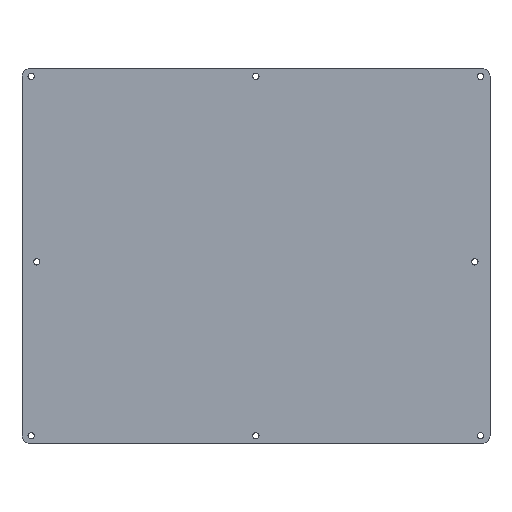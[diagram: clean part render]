
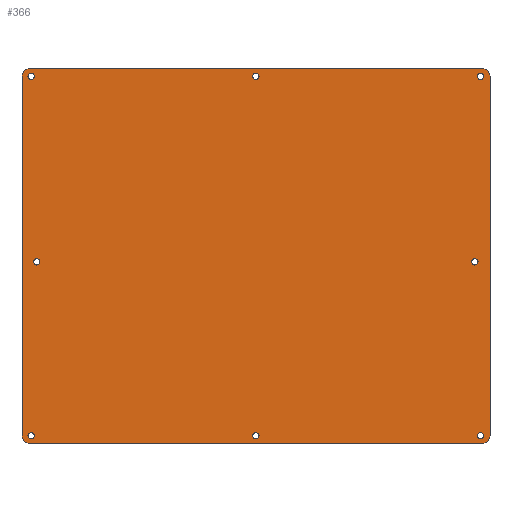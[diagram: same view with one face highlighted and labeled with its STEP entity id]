
A CAD part, top view. The second image highlights one B-rep face of the part: STEP entity #366.
In plain terms, the highlighted planar face has unit normal (0, 0, 1).
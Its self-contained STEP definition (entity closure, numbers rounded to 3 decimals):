
#23=FACE_BOUND('',#81,.T.);
#24=FACE_BOUND('',#82,.T.);
#25=FACE_BOUND('',#83,.T.);
#26=FACE_BOUND('',#84,.T.);
#27=FACE_BOUND('',#85,.T.);
#28=FACE_BOUND('',#86,.T.);
#29=FACE_BOUND('',#87,.T.);
#30=FACE_BOUND('',#88,.T.);
#36=PLANE('',#422);
#54=FACE_OUTER_BOUND('',#80,.T.);
#80=EDGE_LOOP('',(#321,#322,#323,#324,#325,#326,#327,#328));
#81=EDGE_LOOP('',(#329));
#82=EDGE_LOOP('',(#330));
#83=EDGE_LOOP('',(#331));
#84=EDGE_LOOP('',(#332));
#85=EDGE_LOOP('',(#333));
#86=EDGE_LOOP('',(#334));
#87=EDGE_LOOP('',(#335));
#88=EDGE_LOOP('',(#336));
#99=LINE('',#593,#123);
#103=LINE('',#605,#127);
#107=LINE('',#617,#131);
#111=LINE('',#628,#135);
#123=VECTOR('',#491,10.);
#127=VECTOR('',#503,10.);
#131=VECTOR('',#515,10.);
#135=VECTOR('',#527,10.);
#138=CIRCLE('',#383,1.7);
#140=CIRCLE('',#386,1.7);
#142=CIRCLE('',#389,1.7);
#144=CIRCLE('',#392,1.7);
#146=CIRCLE('',#395,1.7);
#148=CIRCLE('',#398,1.7);
#150=CIRCLE('',#401,1.7);
#152=CIRCLE('',#404,1.7);
#153=CIRCLE('',#406,3.987);
#155=CIRCLE('',#410,3.987);
#157=CIRCLE('',#414,3.987);
#159=CIRCLE('',#418,3.987);
#162=VERTEX_POINT('',#537);
#164=VERTEX_POINT('',#543);
#166=VERTEX_POINT('',#549);
#168=VERTEX_POINT('',#555);
#170=VERTEX_POINT('',#561);
#172=VERTEX_POINT('',#567);
#174=VERTEX_POINT('',#573);
#176=VERTEX_POINT('',#579);
#177=VERTEX_POINT('',#583);
#178=VERTEX_POINT('',#584);
#181=VERTEX_POINT('',#592);
#183=VERTEX_POINT('',#598);
#185=VERTEX_POINT('',#604);
#187=VERTEX_POINT('',#610);
#189=VERTEX_POINT('',#616);
#191=VERTEX_POINT('',#622);
#195=EDGE_CURVE('',#162,#162,#138,.T.);
#198=EDGE_CURVE('',#164,#164,#140,.T.);
#201=EDGE_CURVE('',#166,#166,#142,.T.);
#204=EDGE_CURVE('',#168,#168,#144,.T.);
#207=EDGE_CURVE('',#170,#170,#146,.T.);
#210=EDGE_CURVE('',#172,#172,#148,.T.);
#213=EDGE_CURVE('',#174,#174,#150,.T.);
#216=EDGE_CURVE('',#176,#176,#152,.T.);
#217=EDGE_CURVE('',#177,#178,#153,.T.);
#221=EDGE_CURVE('',#178,#181,#99,.T.);
#224=EDGE_CURVE('',#181,#183,#155,.T.);
#227=EDGE_CURVE('',#183,#185,#103,.T.);
#230=EDGE_CURVE('',#185,#187,#157,.T.);
#233=EDGE_CURVE('',#187,#189,#107,.T.);
#236=EDGE_CURVE('',#189,#191,#159,.T.);
#239=EDGE_CURVE('',#191,#177,#111,.T.);
#321=ORIENTED_EDGE('',*,*,#239,.T.);
#322=ORIENTED_EDGE('',*,*,#217,.T.);
#323=ORIENTED_EDGE('',*,*,#221,.T.);
#324=ORIENTED_EDGE('',*,*,#224,.T.);
#325=ORIENTED_EDGE('',*,*,#227,.T.);
#326=ORIENTED_EDGE('',*,*,#230,.T.);
#327=ORIENTED_EDGE('',*,*,#233,.T.);
#328=ORIENTED_EDGE('',*,*,#236,.T.);
#329=ORIENTED_EDGE('',*,*,#216,.T.);
#330=ORIENTED_EDGE('',*,*,#213,.T.);
#331=ORIENTED_EDGE('',*,*,#210,.T.);
#332=ORIENTED_EDGE('',*,*,#207,.T.);
#333=ORIENTED_EDGE('',*,*,#204,.T.);
#334=ORIENTED_EDGE('',*,*,#201,.T.);
#335=ORIENTED_EDGE('',*,*,#198,.T.);
#336=ORIENTED_EDGE('',*,*,#195,.T.);
#366=ADVANCED_FACE('',(#54,#23,#24,#25,#26,#27,#28,#29,#30),#36,.F.);
#383=AXIS2_PLACEMENT_3D('',#539,#430,#431);
#386=AXIS2_PLACEMENT_3D('',#545,#437,#438);
#389=AXIS2_PLACEMENT_3D('',#551,#444,#445);
#392=AXIS2_PLACEMENT_3D('',#557,#451,#452);
#395=AXIS2_PLACEMENT_3D('',#563,#458,#459);
#398=AXIS2_PLACEMENT_3D('',#569,#465,#466);
#401=AXIS2_PLACEMENT_3D('',#575,#472,#473);
#404=AXIS2_PLACEMENT_3D('',#581,#479,#480);
#406=AXIS2_PLACEMENT_3D('',#585,#483,#484);
#410=AXIS2_PLACEMENT_3D('',#599,#496,#497);
#414=AXIS2_PLACEMENT_3D('',#611,#508,#509);
#418=AXIS2_PLACEMENT_3D('',#623,#520,#521);
#422=AXIS2_PLACEMENT_3D('',#631,#531,#532);
#430=DIRECTION('center_axis',(0.,0.,-1.));
#431=DIRECTION('ref_axis',(1.,0.,0.));
#437=DIRECTION('center_axis',(0.,0.,-1.));
#438=DIRECTION('ref_axis',(1.,0.,0.));
#444=DIRECTION('center_axis',(0.,0.,-1.));
#445=DIRECTION('ref_axis',(1.,0.,0.));
#451=DIRECTION('center_axis',(0.,0.,-1.));
#452=DIRECTION('ref_axis',(1.,0.,0.));
#458=DIRECTION('center_axis',(0.,0.,-1.));
#459=DIRECTION('ref_axis',(1.,0.,0.));
#465=DIRECTION('center_axis',(0.,0.,-1.));
#466=DIRECTION('ref_axis',(1.,0.,0.));
#472=DIRECTION('center_axis',(0.,0.,-1.));
#473=DIRECTION('ref_axis',(1.,0.,0.));
#479=DIRECTION('center_axis',(0.,0.,-1.));
#480=DIRECTION('ref_axis',(1.,0.,0.));
#483=DIRECTION('center_axis',(0.,0.,1.));
#484=DIRECTION('ref_axis',(0.,-1.,0.));
#491=DIRECTION('',(1.,0.,0.));
#496=DIRECTION('center_axis',(0.,0.,1.));
#497=DIRECTION('ref_axis',(1.,0.,0.));
#503=DIRECTION('',(0.,1.,0.));
#508=DIRECTION('center_axis',(0.,0.,1.));
#509=DIRECTION('ref_axis',(0.,1.,0.));
#515=DIRECTION('',(-1.,0.,0.));
#520=DIRECTION('center_axis',(0.,0.,1.));
#521=DIRECTION('ref_axis',(-1.,0.,0.));
#527=DIRECTION('',(0.,-1.,0.));
#531=DIRECTION('center_axis',(0.,0.,-1.));
#532=DIRECTION('ref_axis',(-1.,0.,0.));
#537=CARTESIAN_POINT('',(-121.7,96.,-5.));
#539=CARTESIAN_POINT('Origin',(-120.,96.,-5.));
#543=CARTESIAN_POINT('',(-1.7,96.,-5.));
#545=CARTESIAN_POINT('Origin',(0.,96.,-5.));
#549=CARTESIAN_POINT('',(115.285,-3.095,-5.));
#551=CARTESIAN_POINT('Origin',(116.985,-3.095,-5.));
#555=CARTESIAN_POINT('',(118.3,-96.,-5.));
#557=CARTESIAN_POINT('Origin',(120.,-96.,-5.));
#561=CARTESIAN_POINT('',(-121.7,-96.,-5.));
#563=CARTESIAN_POINT('Origin',(-120.,-96.,-5.));
#567=CARTESIAN_POINT('',(118.3,96.,-5.));
#569=CARTESIAN_POINT('Origin',(120.,96.,-5.));
#573=CARTESIAN_POINT('',(-118.685,-3.09,-5.));
#575=CARTESIAN_POINT('Origin',(-116.985,-3.09,-5.));
#579=CARTESIAN_POINT('',(-1.7,-96.,-5.));
#581=CARTESIAN_POINT('Origin',(0.,-96.,-5.));
#583=CARTESIAN_POINT('',(-124.893,-95.981,-5.));
#584=CARTESIAN_POINT('',(-120.905,-99.969,-5.));
#585=CARTESIAN_POINT('Origin',(-120.905,-95.981,-5.));
#592=CARTESIAN_POINT('',(121.095,-99.969,-5.));
#593=CARTESIAN_POINT('',(60.595,-99.969,-5.));
#598=CARTESIAN_POINT('',(125.083,-95.981,-5.));
#599=CARTESIAN_POINT('Origin',(121.095,-95.981,-5.));
#604=CARTESIAN_POINT('',(125.083,96.019,-5.));
#605=CARTESIAN_POINT('',(125.083,48.019,-5.));
#610=CARTESIAN_POINT('',(121.095,100.007,-5.));
#611=CARTESIAN_POINT('Origin',(121.095,96.019,-5.));
#616=CARTESIAN_POINT('',(-120.905,100.007,-5.));
#617=CARTESIAN_POINT('',(-60.405,100.007,-5.));
#622=CARTESIAN_POINT('',(-124.893,96.019,-5.));
#623=CARTESIAN_POINT('Origin',(-120.905,96.019,-5.));
#628=CARTESIAN_POINT('',(-124.893,-47.981,-5.));
#631=CARTESIAN_POINT('Origin',(0.095,0.019,-5.));
